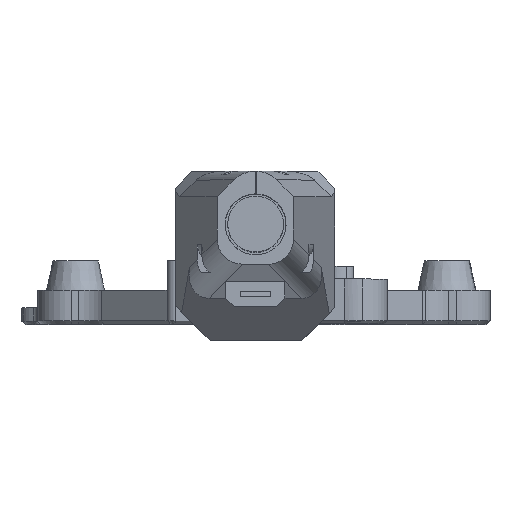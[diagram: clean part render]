
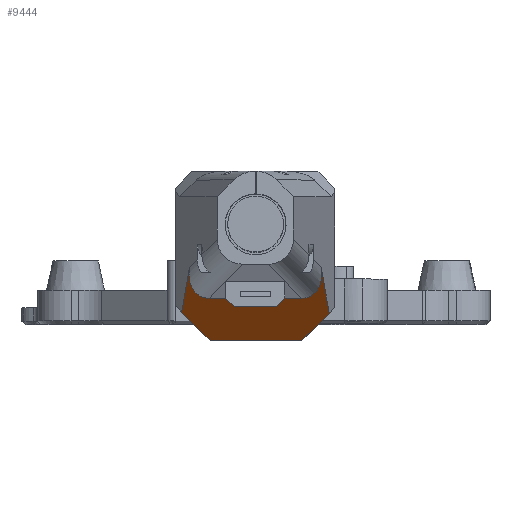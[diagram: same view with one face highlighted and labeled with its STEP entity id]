
A CAD part, top view. The second image highlights one B-rep face of the part: STEP entity #9444.
In plain terms, the highlighted planar face has unit normal (0, -0.707, 0.707).
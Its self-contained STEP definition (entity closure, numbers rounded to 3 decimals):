
#1000=FACE_OUTER_BOUND('',#1547,.T.);
#1547=EDGE_LOOP('',(#8130,#8131,#8132,#8133,#8134,#8135,#8136,#8137,#8138,
#8139,#8140,#8141));
#1689=ELLIPSE('',#10264,5.351,3.);
#1695=ELLIPSE('',#10273,5.351,3.);
#2421=LINE('',#16212,#3401);
#2425=LINE('',#16220,#3405);
#2438=LINE('',#16261,#3418);
#2449=LINE('',#16281,#3429);
#2450=LINE('',#16284,#3430);
#2451=LINE('',#16286,#3431);
#2452=LINE('',#16287,#3432);
#2453=LINE('',#16289,#3433);
#2454=LINE('',#16291,#3434);
#2455=LINE('',#16292,#3435);
#3401=VECTOR('',#12532,10.);
#3405=VECTOR('',#12536,10.);
#3418=VECTOR('',#12577,10.);
#3429=VECTOR('',#12594,10.);
#3430=VECTOR('',#12597,10.);
#3431=VECTOR('',#12598,10.);
#3432=VECTOR('',#12599,10.);
#3433=VECTOR('',#12600,10.);
#3434=VECTOR('',#12601,10.);
#3435=VECTOR('',#12602,10.);
#4353=VERTEX_POINT('',#16200);
#4354=VERTEX_POINT('',#16202);
#4357=VERTEX_POINT('',#16211);
#4360=VERTEX_POINT('',#16217);
#4361=VERTEX_POINT('',#16219);
#4368=VERTEX_POINT('',#16237);
#4375=VERTEX_POINT('',#16260);
#4381=VERTEX_POINT('',#16279);
#4382=VERTEX_POINT('',#16283);
#4383=VERTEX_POINT('',#16285);
#4384=VERTEX_POINT('',#16288);
#4385=VERTEX_POINT('',#16290);
#5625=EDGE_CURVE('',#4353,#4354,#1689,.F.);
#5630=EDGE_CURVE('',#4357,#4354,#2421,.T.);
#5634=EDGE_CURVE('',#4361,#4360,#2425,.T.);
#5643=EDGE_CURVE('',#4361,#4368,#1695,.F.);
#5655=EDGE_CURVE('',#4368,#4375,#2438,.T.);
#5666=EDGE_CURVE('',#4381,#4353,#2449,.T.);
#5667=EDGE_CURVE('',#4381,#4382,#2450,.F.);
#5668=EDGE_CURVE('',#4382,#4383,#2451,.T.);
#5669=EDGE_CURVE('',#4383,#4375,#2452,.T.);
#5670=EDGE_CURVE('',#4384,#4360,#2453,.F.);
#5671=EDGE_CURVE('',#4384,#4385,#2454,.T.);
#5672=EDGE_CURVE('',#4357,#4385,#2455,.F.);
#8130=ORIENTED_EDGE('',*,*,#5630,.T.);
#8131=ORIENTED_EDGE('',*,*,#5625,.F.);
#8132=ORIENTED_EDGE('',*,*,#5666,.F.);
#8133=ORIENTED_EDGE('',*,*,#5667,.T.);
#8134=ORIENTED_EDGE('',*,*,#5668,.T.);
#8135=ORIENTED_EDGE('',*,*,#5669,.T.);
#8136=ORIENTED_EDGE('',*,*,#5655,.F.);
#8137=ORIENTED_EDGE('',*,*,#5643,.F.);
#8138=ORIENTED_EDGE('',*,*,#5634,.T.);
#8139=ORIENTED_EDGE('',*,*,#5670,.F.);
#8140=ORIENTED_EDGE('',*,*,#5671,.T.);
#8141=ORIENTED_EDGE('',*,*,#5672,.F.);
#8942=PLANE('',#10285);
#9444=ADVANCED_FACE('',(#1000),#8942,.T.);
#10264=AXIS2_PLACEMENT_3D('',#16203,#12522,#12523);
#10273=AXIS2_PLACEMENT_3D('',#16238,#12552,#12553);
#10285=AXIS2_PLACEMENT_3D('',#16282,#12595,#12596);
#12522=DIRECTION('center_axis',(0.,0.707,-0.707));
#12523=DIRECTION('ref_axis',(-0.209,-0.691,-0.691));
#12532=DIRECTION('',(-1.,0.,0.));
#12536=DIRECTION('',(-1.,0.,0.));
#12552=DIRECTION('center_axis',(0.,0.707,-0.707));
#12553=DIRECTION('ref_axis',(0.209,-0.691,-0.691));
#12577=DIRECTION('',(0.125,-0.702,-0.702));
#12594=DIRECTION('',(0.125,0.702,0.702));
#12595=DIRECTION('center_axis',(0.,-0.707,0.707));
#12596=DIRECTION('ref_axis',(1.,0.,0.));
#12597=DIRECTION('',(-0.577,0.577,0.577));
#12598=DIRECTION('',(1.,0.,0.));
#12599=DIRECTION('',(0.577,0.577,0.577));
#12600=DIRECTION('',(-0.577,-0.577,-0.577));
#12601=DIRECTION('',(-1.,0.,0.));
#12602=DIRECTION('',(-0.577,0.577,0.577));
#16200=CARTESIAN_POINT('',(-8.284,18.61,114.579));
#16202=CARTESIAN_POINT('',(-5.977,15.,110.969));
#16203=CARTESIAN_POINT('Origin',(-5.216,18.727,114.696));
#16211=CARTESIAN_POINT('',(-4.,15.,110.969));
#16212=CARTESIAN_POINT('',(-5.25,15.,110.969));
#16217=CARTESIAN_POINT('',(3.,15.,110.969));
#16219=CARTESIAN_POINT('',(4.977,15.,110.969));
#16220=CARTESIAN_POINT('',(-5.25,15.,110.969));
#16237=CARTESIAN_POINT('',(7.284,18.61,114.579));
#16238=CARTESIAN_POINT('Origin',(4.216,18.727,114.696));
#16260=CARTESIAN_POINT('',(8.242,13.242,109.212));
#16261=CARTESIAN_POINT('',(7.605,16.811,112.78));
#16279=CARTESIAN_POINT('',(-9.221,13.362,109.332));
#16281=CARTESIAN_POINT('',(-8.262,18.731,114.7));
#16282=CARTESIAN_POINT('Origin',(-5.25,13.5,109.469));
#16283=CARTESIAN_POINT('',(-5.859,10.,105.969));
#16284=CARTESIAN_POINT('',(-4.447,8.589,104.558));
#16285=CARTESIAN_POINT('',(5.,10.,105.969));
#16286=CARTESIAN_POINT('',(-5.25,10.,105.969));
#16287=CARTESIAN_POINT('',(1.958,6.958,102.928));
#16288=CARTESIAN_POINT('',(2.,14.,109.969));
#16289=CARTESIAN_POINT('',(1.292,13.292,109.261));
#16290=CARTESIAN_POINT('',(-3.,14.,109.969));
#16291=CARTESIAN_POINT('',(-1.125,14.,109.969));
#16292=CARTESIAN_POINT('',(-4.625,15.625,111.594));
